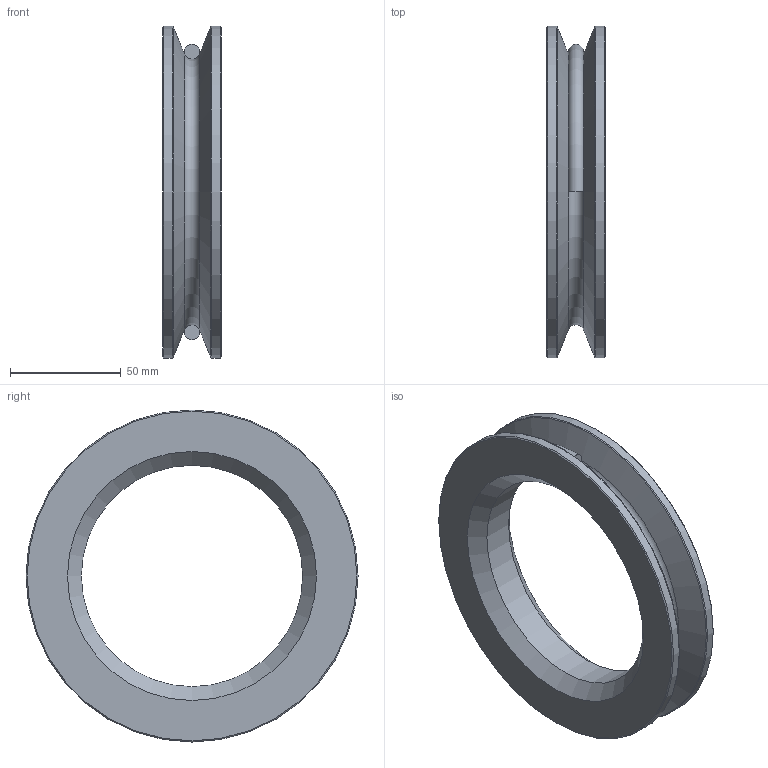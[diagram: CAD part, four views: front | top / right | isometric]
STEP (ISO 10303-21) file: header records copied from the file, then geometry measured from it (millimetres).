
FILE_DESCRIPTION(/* description */ ('STEP AP242','CAx-IF Rec.Pracs.---Representation and Presentation of Product Manufacturing Information (PMI)---4.0---2014-10-13','CAx-IF Rec.Pracs.---3D Tessellated Geometry---0.4---2014-09-14','2;1'),/* implementation_level */ '2;1');
FILE_NAME(/* name */ '6756086caebe490a25a8cb2d',/* time_stamp */ '2024-12-08T20:58:21Z',/* author */ (''),/* organization */ (''),/* preprocessor_version */ 'ST-DEVELOPER v20',/* originating_system */ 'ONSHAPE BY PTC INC, 1.190',/* authorisation */ ' ');
FILE_SCHEMA (('AP242_MANAGED_MODEL_BASED_3D_ENGINEERING_MIM_LF { 1 0 10303 442 1 1 4 }'));
Length unit declared in the file: metre
Products named in the file (2): sheave rope; Sheave Rope 7mm Wheel 150mm
Bounding box: 26.37 x 150 x 150 mm (x, y, z)
Volume: 181587.2 mm3; surface area: 49140.8 mm2
Topology: 2 solids, 2 shells, 17 faces, 35 edges, 22 vertices
Faces by surface type: cone 6, torus 4, plane 4, cylinder 3
Full cylindrical faces by diameter (mm): 100 x1, 150 x2
Entity records: 377 total; most frequent: DIRECTION 70, CARTESIAN_POINT 51, AXIS2_PLACEMENT_3D 35, ORIENTED_EDGE 32, EDGE_LOOP 32, FACE_BOUND 32, ADVANCED_FACE 17, EDGE_CURVE 16
